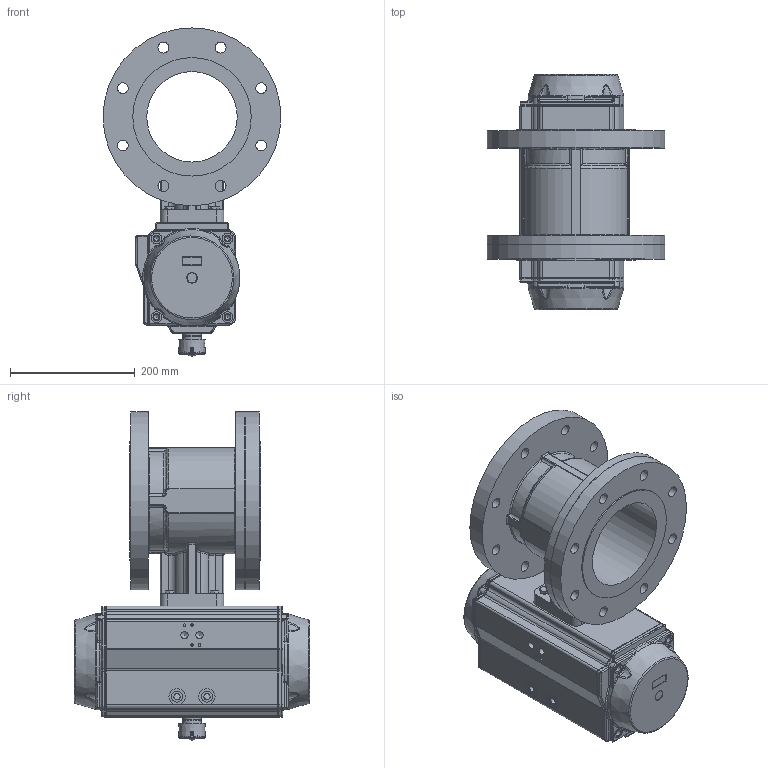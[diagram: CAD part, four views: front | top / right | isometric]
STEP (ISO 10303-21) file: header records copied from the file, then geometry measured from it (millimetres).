
FILE_DESCRIPTION(/* description */ ('Unknown'),/* implementation_level */ '2;1');
FILE_NAME(/* name */ 'PE080909-14GW',/* time_stamp */ '2025-02-06T13:33:04+01:00',/* author */ ('Unknown'),/* organization */ ('Unknown'),/* preprocessor_version */ 'ST-DEVELOPER v19.4',/* originating_system */ 'Solid Edge',/* authorisation */ 'Unknown');
FILE_SCHEMA (('AUTOMOTIVE_DESIGN {1 0 10303 214 3 1 1}'));
Products named in the file (13): PE080909-14GW; DIN 933 M8x35 A2-70 BLK_EDST; 4.150_160.150; PD09_PE08; VTE140埴詰; vt140-2016-06-25; vt140左端盖（模具厂）_MIR; huosai140; VT140-03-C 陔粣; Optische Anzeige; ______; ________(___________; cup head nib bolts with large head gb_GB_FASTENER_BOLT_CHNBW M6X25-N
Assembly tree (19 placements, depth 4):
  PE080909-14GW
    DIN 933 M8x35 A2-70 BLK_EDST  x4
    4.150_160.150
    PD09_PE08
      VTE140埴詰
      vt140-2016-06-25
      vt140左端盖（模具厂）_MIR
      huosai140  x2
      VT140-03-C 陔粣
      Optische Anzeige
        ______
        ________(___________  x4
        cup head nib bolts with large head gb_GB_FASTENER_BOLT_CHNBW M6X25-N
Bounding box: 285 x 377 x 526 mm (x, y, z)
Volume: 9008356.6 mm3; surface area: 1339018 mm2
Topology: 17 solids, 17 shells, 2937 faces, 7276 edges, 4483 vertices
Faces by surface type: plane 885, cylinder 864, bspline 599, torus 342, cone 231, sphere 16
Full cylindrical faces by diameter (mm): 3 x16, 3.3 x8, 4.134 x8, 4.66 x1, 5 x1, 6 x1, 6.2 x1, 6.647 x2, 8 x5, 8.376 x12, 10 x4, 10.106 x6, 11.445 x2, 13 x4, 17 x4, 17.294 x16, 17.5 x2, 24.9 x1, 26 x3, 26.4 x1, 28.1 x1, 30 x5, 38.5 x1, 41 x1, 43 x2, 55 x1, 57 x1, 59 x1, 63 x4, 127 x2
Entity records: 98060 total; most frequent: CARTESIAN_POINT 45458, ORIENTED_EDGE 11044, DIRECTION 9186, EDGE_CURVE 5522, AXIS2_PLACEMENT_3D 3595, VERTEX_POINT 3553, FACE_BOUND 2827, EDGE_LOOP 2804
